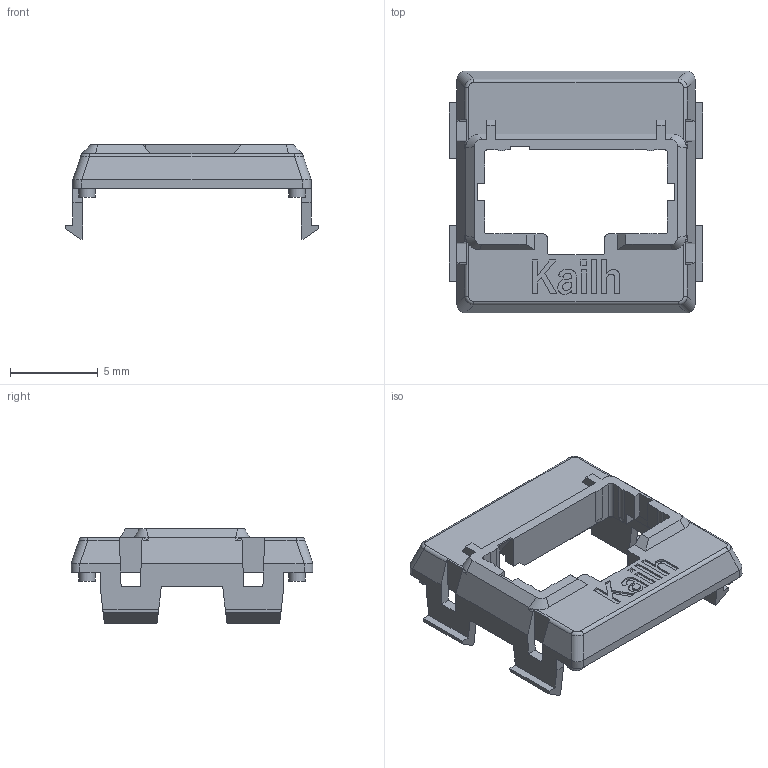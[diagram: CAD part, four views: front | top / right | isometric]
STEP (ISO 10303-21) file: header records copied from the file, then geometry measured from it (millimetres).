
FILE_DESCRIPTION(('FreeCAD Model'),'2;1');
FILE_NAME('Open CASCADE Shape Model','2023-05-23T14:12:13',(''),(''), 'Open CASCADE STEP processor 7.6','FreeCAD','Unknown');
FILE_SCHEMA(('AUTOMOTIVE_DESIGN { 1 0 10303 214 1 1 1 1 }'));
Length unit declared in the file: millimetre
Products named in the file (1): top
Bounding box: 14.5 x 13.8 x 5.4 mm (x, y, z)
Volume: 217.3 mm3; surface area: 609.4 mm2
Topology: 1 solids, 1 shells, 314 faces, 861 edges, 550 vertices
Faces by surface type: plane 174, extrusion 60, cylinder 32, bspline 28, cone 8, sphere 8, torus 4
Full cylindrical faces by diameter (mm): 0.95 x4
Entity records: 10298 total; most frequent: CARTESIAN_POINT 2649, ORIENTED_EDGE 1714, DIRECTION 1319, EDGE_CURVE 857, VECTOR 641, LINE 581, VERTEX_POINT 550, AXIS2_PLACEMENT_3D 339
